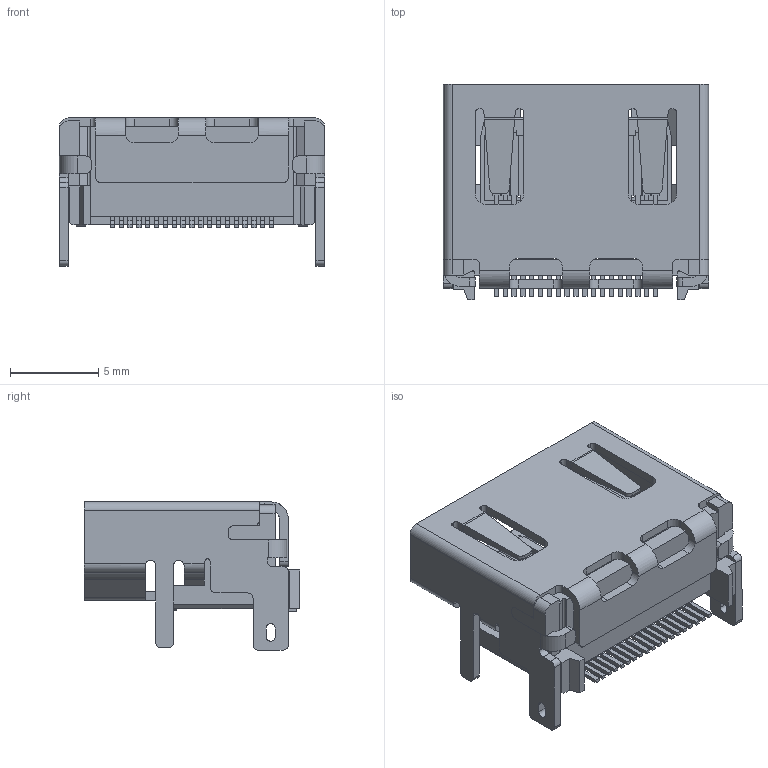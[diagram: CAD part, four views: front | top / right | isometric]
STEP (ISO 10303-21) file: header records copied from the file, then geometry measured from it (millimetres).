
FILE_DESCRIPTION(/* description */ ('Unknown'),/* implementation_level */ '2;1');
FILE_NAME(/* name */ '685219134123',/* time_stamp */ '2023-07-18T11:49:52+02:00',/* author */ ('Unknown'),/* organization */ ('Unknown'),/* preprocessor_version */ 'ST-DEVELOPER v18.102',/* originating_system */ 'Solid Edge',/* authorisation */ 'Unknown');
FILE_SCHEMA (('AUTOMOTIVE_DESIGN {1 0 10303 214 3 1 1}'));
Length unit declared in the file: millimetre
Products named in the file (5): 685219134123; 685219134123_Housing; 685219134123_Shielding_oa_0; 685219134123_Pin1; 685219134123_Pin2
Assembly tree (21 placements, depth 2):
  685219134123
    685219134123_Housing
    685219134123_Shielding_oa_0
    685219134123_Pin1  x10
    685219134123_Pin2  x9
Bounding box: 15 x 12.2 x 8.38 mm (x, y, z)
Volume: 435.5 mm3; surface area: 1748.5 mm2
Topology: 21 solids, 21 shells, 1440 faces, 4293 edges, 2828 vertices
Faces by surface type: plane 1006, cylinder 430, bspline 4
Entity records: 33875 total; most frequent: CARTESIAN_POINT 6089, ORIENTED_EDGE 5934, DIRECTION 5487, EDGE_CURVE 2967, LINE 2355, VECTOR 2355, VERTEX_POINT 1944, AXIS2_PLACEMENT_3D 1566
